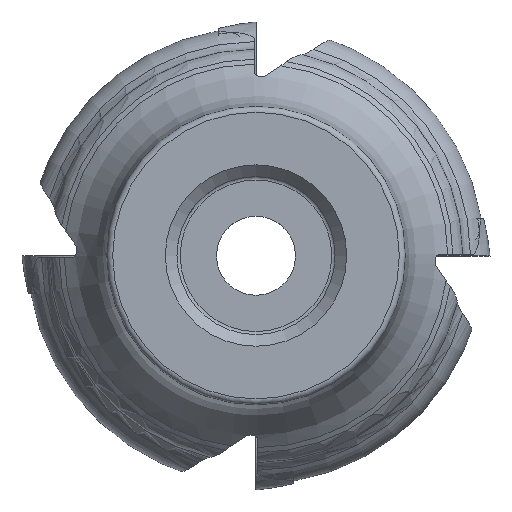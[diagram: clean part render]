
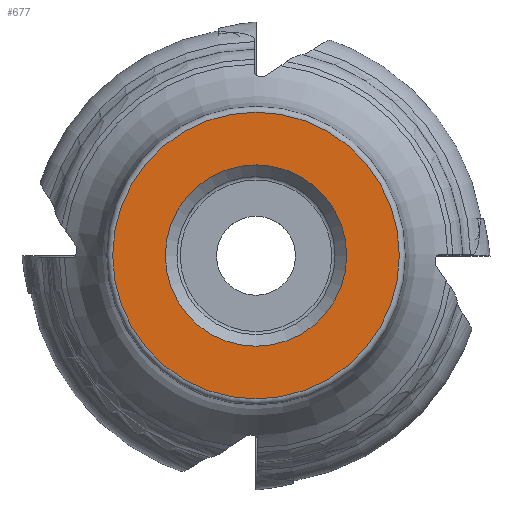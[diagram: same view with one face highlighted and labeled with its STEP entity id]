
A CAD part, top view. The second image highlights one B-rep face of the part: STEP entity #677.
In plain terms, the highlighted conical face has half-angle 89.977 degrees and reference radius 24.5 mm.
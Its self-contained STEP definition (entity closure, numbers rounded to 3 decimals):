
#588=CONICAL_SURFACE('',#4885,24.5,89.977);
#677=ADVANCED_FACE('',(#1042,#1043),#588,.F.);
#1042=FACE_BOUND('',#1192,.T.);
#1043=FACE_BOUND('',#1193,.T.);
#1192=EDGE_LOOP('',(#2261));
#1193=EDGE_LOOP('',(#2262));
#1516=CIRCLE('',#4882,24.5);
#1517=CIRCLE('',#4884,15.502);
#2261=ORIENTED_EDGE('',*,*,#3949,.T.);
#2262=ORIENTED_EDGE('',*,*,#3948,.F.);
#3467=VERTEX_POINT('',#7576);
#3468=VERTEX_POINT('',#7579);
#3948=EDGE_CURVE('',#3467,#3467,#1516,.T.);
#3949=EDGE_CURVE('',#3468,#3468,#1517,.T.);
#4882=AXIS2_PLACEMENT_3D('',#7575,#5540,#5541);
#4884=AXIS2_PLACEMENT_3D('',#7578,#5544,#5545);
#4885=AXIS2_PLACEMENT_3D('',#7580,#5546,#5547);
#5540=DIRECTION('',(0.,0.,-1.));
#5541=DIRECTION('',(-1.,0.,0.));
#5544=DIRECTION('',(0.,0.,-1.));
#5545=DIRECTION('',(-1.,0.,0.));
#5546=DIRECTION('',(0.,0.,1.));
#5547=DIRECTION('',(1.,0.,0.));
#7575=CARTESIAN_POINT('',(0.,0.,0.01));
#7576=CARTESIAN_POINT('',(-24.5,0.,0.01));
#7578=CARTESIAN_POINT('',(0.,0.,0.006));
#7579=CARTESIAN_POINT('',(-15.502,0.,0.006));
#7580=CARTESIAN_POINT('',(0.,0.,0.01));
